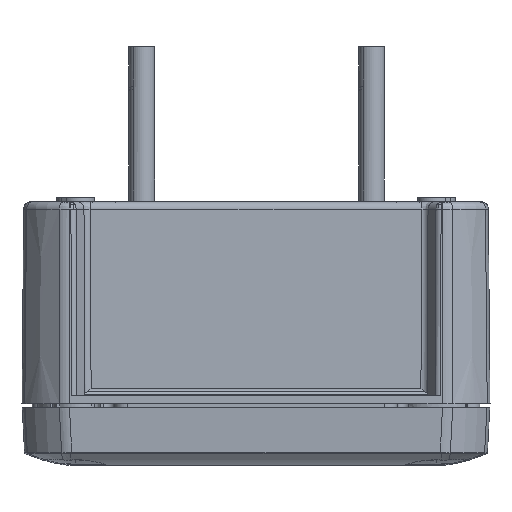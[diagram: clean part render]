
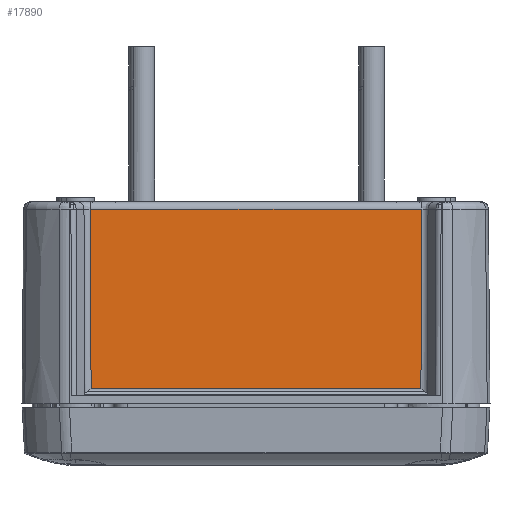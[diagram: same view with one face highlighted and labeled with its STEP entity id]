
A CAD part, left-side view. The second image highlights one B-rep face of the part: STEP entity #17890.
In plain terms, the highlighted face is planar.
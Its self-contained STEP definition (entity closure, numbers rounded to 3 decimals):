
#194 = DIRECTION ( 'NONE',  ( 0., 1., 0. ) ) ;
#1928 = CARTESIAN_POINT ( 'NONE',  ( -32.678, 162.449, 5.634 ) ) ;
#2439 = CARTESIAN_POINT ( 'NONE',  ( -32.678, 162.449, 5.634 ) ) ;
#3211 = ORIENTED_EDGE ( 'NONE', *, *, #54681, .T. ) ;
#4093 = B_SPLINE_CURVE_WITH_KNOTS ( 'NONE', 3,
 ( #36804, #43217, #5548, #49645 ),
 .UNSPECIFIED., .F., .F.,
 ( 4, 4 ),
 ( 0., 1. ),
 .UNSPECIFIED. ) ;
#5548 = CARTESIAN_POINT ( 'NONE',  ( -32.938, 79.98, 35.47 ) ) ;
#6189 = CARTESIAN_POINT ( 'NONE',  ( -32.678, 121.14, 5.63 ) ) ;
#8404 = EDGE_CURVE ( 'NONE', #22522, #32032, #78464, .T. ) ;
#9327 = CARTESIAN_POINT ( 'NONE',  ( -32.678, 120.412, 5.63 ) ) ;
#11086 = CARTESIAN_POINT ( 'NONE',  ( -32.678, 93.358, 5.633 ) ) ;
#13369 = VERTEX_POINT ( 'NONE', #53744 ) ;
#15586 = EDGE_CURVE ( 'NONE', #77608, #13369, #72192, .T. ) ;
#17089 = CARTESIAN_POINT ( 'NONE',  ( -32.678, 106.885, 5.632 ) ) ;
#17319 = ORIENTED_EDGE ( 'NONE', *, *, #15586, .F. ) ;
#17890 = ADVANCED_FACE ( 'NONE', ( #47291 ), #61425, .T. ) ;
#20406 = B_SPLINE_CURVE_WITH_KNOTS ( 'NONE', 3,
 ( #61574, #11086, #17089, #67931 ),
 .UNSPECIFIED., .F., .F.,
 ( 4, 4 ),
 ( 0., 1. ),
 .UNSPECIFIED. ) ;
#21739 = CARTESIAN_POINT ( 'NONE',  ( -32.678, 79.831, 5.634 ) ) ;
#22522 = VERTEX_POINT ( 'NONE', #50413 ) ;
#23447 = B_SPLINE_CURVE_WITH_KNOTS ( 'NONE', 3,
 ( #27254, #33615, #40034, #2439 ),
 .UNSPECIFIED., .F., .F.,
 ( 4, 4 ),
 ( 0., 1. ),
 .UNSPECIFIED. ) ;
#25562 = CARTESIAN_POINT ( 'NONE',  ( -33.068, 121.14, 50.388 ) ) ;
#27254 = CARTESIAN_POINT ( 'NONE',  ( -32.678, 121.868, 5.63 ) ) ;
#29200 = CARTESIAN_POINT ( 'NONE',  ( -33.078, 164.515, 51.507 ) ) ;
#29752 = DIRECTION ( 'NONE',  ( 0.009, 0., -1. ) ) ;
#30836 = EDGE_LOOP ( 'NONE', ( #34206, #3211, #42694, #17319, #50294, #42272 ) ) ;
#31884 = DIRECTION ( 'NONE',  ( 0., 1., 0. ) ) ;
#32032 = VERTEX_POINT ( 'NONE', #62057 ) ;
#33615 = CARTESIAN_POINT ( 'NONE',  ( -32.678, 135.395, 5.632 ) ) ;
#34206 = ORIENTED_EDGE ( 'NONE', *, *, #8404, .T. ) ;
#36804 = CARTESIAN_POINT ( 'NONE',  ( -32.678, 79.831, 5.634 ) ) ;
#38668 = AXIS2_PLACEMENT_3D ( 'NONE', #29200, #67775, #29752 ) ;
#39506 = CARTESIAN_POINT ( 'NONE',  ( -32.808, 162.375, 20.552 ) ) ;
#40034 = CARTESIAN_POINT ( 'NONE',  ( -32.678, 148.922, 5.633 ) ) ;
#40268 = CARTESIAN_POINT ( 'NONE',  ( -32.678, 162.449, 5.634 ) ) ;
#40877 = EDGE_CURVE ( 'NONE', #13369, #79720, #23447, .T. ) ;
#42272 = ORIENTED_EDGE ( 'NONE', *, *, #51233, .T. ) ;
#42512 = EDGE_CURVE ( 'NONE', #76500, #77608, #20406, .T. ) ;
#42694 = ORIENTED_EDGE ( 'NONE', *, *, #40877, .F. ) ;
#43217 = CARTESIAN_POINT ( 'NONE',  ( -32.808, 79.905, 20.552 ) ) ;
#47291 = FACE_OUTER_BOUND ( 'NONE', #30836, .T. ) ;
#49645 = CARTESIAN_POINT ( 'NONE',  ( -33.068, 80.054, 50.388 ) ) ;
#50294 = ORIENTED_EDGE ( 'NONE', *, *, #42512, .F. ) ;
#50413 = CARTESIAN_POINT ( 'NONE',  ( -33.068, 80.054, 50.388 ) ) ;
#51233 = EDGE_CURVE ( 'NONE', #76500, #22522, #4093, .T. ) ;
#53744 = CARTESIAN_POINT ( 'NONE',  ( -32.678, 121.868, 5.63 ) ) ;
#54681 = EDGE_CURVE ( 'NONE', #32032, #79720, #78338, .T. ) ;
#58440 = CARTESIAN_POINT ( 'NONE',  ( -33.068, 162.226, 50.388 ) ) ;
#61425 = PLANE ( 'NONE',  #38668 ) ;
#61574 = CARTESIAN_POINT ( 'NONE',  ( -32.678, 79.831, 5.634 ) ) ;
#61744 = VECTOR ( 'NONE', #31884, 1000. ) ;
#62057 = CARTESIAN_POINT ( 'NONE',  ( -33.068, 162.226, 50.388 ) ) ;
#67775 = DIRECTION ( 'NONE',  ( -1., 0., -0.009 ) ) ;
#67931 = CARTESIAN_POINT ( 'NONE',  ( -32.678, 120.412, 5.63 ) ) ;
#70232 = VECTOR ( 'NONE', #194, 1000. ) ;
#72192 = LINE ( 'NONE', #6189, #70232 ) ;
#76500 = VERTEX_POINT ( 'NONE', #21739 ) ;
#77422 = CARTESIAN_POINT ( 'NONE',  ( -32.938, 162.301, 35.47 ) ) ;
#77608 = VERTEX_POINT ( 'NONE', #9327 ) ;
#78338 = B_SPLINE_CURVE_WITH_KNOTS ( 'NONE', 3,
 ( #58440, #77422, #39506, #1928 ),
 .UNSPECIFIED., .F., .F.,
 ( 4, 4 ),
 ( 0., 1. ),
 .UNSPECIFIED. ) ;
#78464 = LINE ( 'NONE', #25562, #61744 ) ;
#79720 = VERTEX_POINT ( 'NONE', #40268 ) ;
